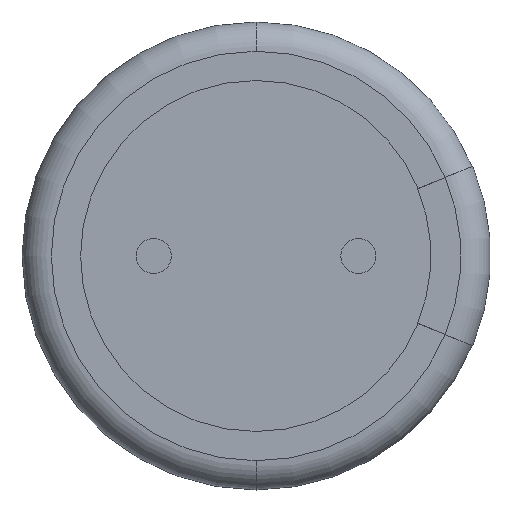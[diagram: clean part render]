
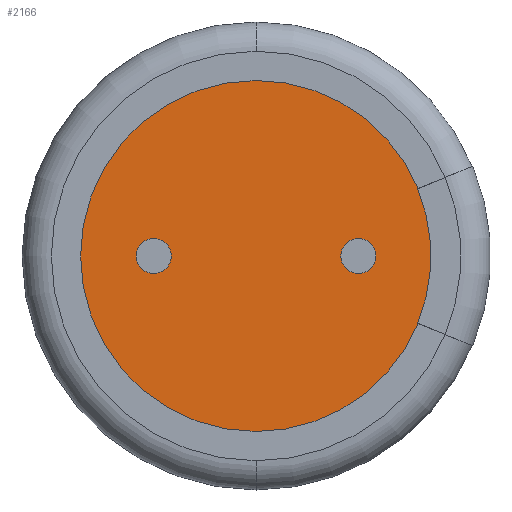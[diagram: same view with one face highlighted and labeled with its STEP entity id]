
A CAD part, front view. The second image highlights one B-rep face of the part: STEP entity #2166.
In plain terms, the highlighted planar face has unit normal (0, -1, 0).
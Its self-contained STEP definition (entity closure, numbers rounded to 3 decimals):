
#41 = VERTEX_POINT ( 'NONE', #1977 ) ;
#44 = CARTESIAN_POINT ( 'NONE',  ( 2.762, 0.3, -1.148 ) ) ;
#100 = DIRECTION ( 'NONE',  ( 0., 0., -1. ) ) ;
#102 = VERTEX_POINT ( 'NONE', #44 ) ;
#146 = AXIS2_PLACEMENT_3D ( 'NONE', #369, #1728, #579 ) ;
#150 = AXIS2_PLACEMENT_3D ( 'NONE', #802, #2146, #1004 ) ;
#180 = VERTEX_POINT ( 'NONE', #480 ) ;
#182 = CIRCLE ( 'NONE', #1542, 3. ) ;
#228 = CARTESIAN_POINT ( 'NONE',  ( 1.75, 0.3, 0. ) ) ;
#287 = PLANE ( 'NONE',  #1282 ) ;
#293 = EDGE_CURVE ( 'NONE', #2504, #180, #905, .T. ) ;
#369 = CARTESIAN_POINT ( 'NONE',  ( -1.75, 0.3, 0. ) ) ;
#370 = CIRCLE ( 'NONE', #150, 3. ) ;
#374 = CARTESIAN_POINT ( 'NONE',  ( 2.762, 0.3, 1.148 ) ) ;
#407 = DIRECTION ( 'NONE',  ( 0., -1., 0. ) ) ;
#420 = AXIS2_PLACEMENT_3D ( 'NONE', #970, #2310, #1157 ) ;
#426 = FACE_OUTER_BOUND ( 'NONE', #605, .T. ) ;
#435 = CARTESIAN_POINT ( 'NONE',  ( 0., 0.3, 3. ) ) ;
#442 = DIRECTION ( 'NONE',  ( 0., 0., 1. ) ) ;
#460 = EDGE_LOOP ( 'NONE', ( #780, #972 ) ) ;
#480 = CARTESIAN_POINT ( 'NONE',  ( 0., 0.3, -3. ) ) ;
#491 = VERTEX_POINT ( 'NONE', #1530 ) ;
#494 = FACE_BOUND ( 'NONE', #1527, .T. ) ;
#579 = DIRECTION ( 'NONE',  ( 0., 0., -1. ) ) ;
#605 = EDGE_LOOP ( 'NONE', ( #1170, #2332, #889, #1357, #913, #2270 ) ) ;
#606 = EDGE_CURVE ( 'NONE', #751, #491, #1861, .T. ) ;
#607 = EDGE_CURVE ( 'NONE', #180, #1786, #370, .T. ) ;
#633 = CIRCLE ( 'NONE', #1453, 3. ) ;
#668 = CARTESIAN_POINT ( 'NONE',  ( -1.75, 0.3, 0.3 ) ) ;
#705 = DIRECTION ( 'NONE',  ( 0., -1., 0. ) ) ;
#751 = VERTEX_POINT ( 'NONE', #668 ) ;
#753 = VERTEX_POINT ( 'NONE', #865 ) ;
#780 = ORIENTED_EDGE ( 'NONE', *, *, #1392, .F. ) ;
#802 = CARTESIAN_POINT ( 'NONE',  ( 0., 0.3, 0. ) ) ;
#814 = CARTESIAN_POINT ( 'NONE',  ( -0.001, 0.3, -0.004 ) ) ;
#830 = DIRECTION ( 'NONE',  ( 0., -1., 0. ) ) ;
#865 = CARTESIAN_POINT ( 'NONE',  ( 1.75, 0.3, -0.3 ) ) ;
#889 = ORIENTED_EDGE ( 'NONE', *, *, #293, .T. ) ;
#905 = CIRCLE ( 'NONE', #923, 3. ) ;
#913 = ORIENTED_EDGE ( 'NONE', *, *, #916, .T. ) ;
#916 = EDGE_CURVE ( 'NONE', #1786, #102, #1552, .T. ) ;
#923 = AXIS2_PLACEMENT_3D ( 'NONE', #2254, #1106, #2461 ) ;
#941 = CARTESIAN_POINT ( 'NONE',  ( 2.77, 0.3, -1.152 ) ) ;
#954 = CARTESIAN_POINT ( 'NONE',  ( -0.001, 0.3, 0.004 ) ) ;
#970 = CARTESIAN_POINT ( 'NONE',  ( 1.75, 0.3, 0. ) ) ;
#972 = ORIENTED_EDGE ( 'NONE', *, *, #2511, .F. ) ;
#1004 = DIRECTION ( 'NONE',  ( 0., 0., -1. ) ) ;
#1014 = DIRECTION ( 'NONE',  ( -0.924, 0., 0.383 ) ) ;
#1106 = DIRECTION ( 'NONE',  ( 0., -1., 0. ) ) ;
#1122 = CARTESIAN_POINT ( 'NONE',  ( 1.75, 0.3, 0.3 ) ) ;
#1142 = DIRECTION ( 'NONE',  ( -0.924, 0., -0.383 ) ) ;
#1157 = DIRECTION ( 'NONE',  ( 0., 0., 1. ) ) ;
#1170 = ORIENTED_EDGE ( 'NONE', *, *, #1345, .F. ) ;
#1277 = DIRECTION ( 'NONE',  ( 0., -1., 0. ) ) ;
#1282 = AXIS2_PLACEMENT_3D ( 'NONE', #2436, #1277, #100 ) ;
#1324 = AXIS2_PLACEMENT_3D ( 'NONE', #228, #1603, #442 ) ;
#1345 = EDGE_CURVE ( 'NONE', #41, #2360, #2212, .T. ) ;
#1357 = ORIENTED_EDGE ( 'NONE', *, *, #607, .T. ) ;
#1376 = EDGE_CURVE ( 'NONE', #491, #751, #1468, .T. ) ;
#1392 = EDGE_CURVE ( 'NONE', #2300, #753, #1973, .T. ) ;
#1453 = AXIS2_PLACEMENT_3D ( 'NONE', #1986, #830, #2174 ) ;
#1468 = CIRCLE ( 'NONE', #146, 0.3 ) ;
#1527 = EDGE_LOOP ( 'NONE', ( #2386, #1595 ) ) ;
#1530 = CARTESIAN_POINT ( 'NONE',  ( -1.75, 0.3, -0.3 ) ) ;
#1542 = AXIS2_PLACEMENT_3D ( 'NONE', #1855, #705, #2050 ) ;
#1552 = LINE ( 'NONE', #814, #2467 ) ;
#1567 = CARTESIAN_POINT ( 'NONE',  ( -1.75, 0.3, 0. ) ) ;
#1595 = ORIENTED_EDGE ( 'NONE', *, *, #1376, .F. ) ;
#1603 = DIRECTION ( 'NONE',  ( 0., -1., 0. ) ) ;
#1663 = CIRCLE ( 'NONE', #1324, 0.3 ) ;
#1681 = EDGE_CURVE ( 'NONE', #102, #2360, #182, .T. ) ;
#1728 = DIRECTION ( 'NONE',  ( 0., -1., 0. ) ) ;
#1764 = DIRECTION ( 'NONE',  ( 0., 0., -1. ) ) ;
#1786 = VERTEX_POINT ( 'NONE', #941 ) ;
#1855 = CARTESIAN_POINT ( 'NONE',  ( -0.01, 0.3, 0. ) ) ;
#1861 = CIRCLE ( 'NONE', #2425, 0.3 ) ;
#1973 = CIRCLE ( 'NONE', #420, 0.3 ) ;
#1977 = CARTESIAN_POINT ( 'NONE',  ( 2.77, 0.3, 1.152 ) ) ;
#1986 = CARTESIAN_POINT ( 'NONE',  ( 0., 0.3, 0. ) ) ;
#2050 = DIRECTION ( 'NONE',  ( 0., 0., -1. ) ) ;
#2146 = DIRECTION ( 'NONE',  ( 0., -1., 0. ) ) ;
#2149 = VECTOR ( 'NONE', #1142, 1000. ) ;
#2166 = ADVANCED_FACE ( 'NONE', ( #426, #494, #2429 ), #287, .T. ) ;
#2174 = DIRECTION ( 'NONE',  ( 0., 0., -1. ) ) ;
#2212 = LINE ( 'NONE', #954, #2149 ) ;
#2254 = CARTESIAN_POINT ( 'NONE',  ( 0., 0.3, 0. ) ) ;
#2270 = ORIENTED_EDGE ( 'NONE', *, *, #1681, .T. ) ;
#2300 = VERTEX_POINT ( 'NONE', #1122 ) ;
#2310 = DIRECTION ( 'NONE',  ( 0., -1., 0. ) ) ;
#2332 = ORIENTED_EDGE ( 'NONE', *, *, #2512, .T. ) ;
#2360 = VERTEX_POINT ( 'NONE', #374 ) ;
#2386 = ORIENTED_EDGE ( 'NONE', *, *, #606, .F. ) ;
#2425 = AXIS2_PLACEMENT_3D ( 'NONE', #1567, #407, #1764 ) ;
#2429 = FACE_BOUND ( 'NONE', #460, .T. ) ;
#2436 = CARTESIAN_POINT ( 'NONE',  ( 0., 0.3, 0. ) ) ;
#2461 = DIRECTION ( 'NONE',  ( 0., 0., -1. ) ) ;
#2467 = VECTOR ( 'NONE', #1014, 1000. ) ;
#2504 = VERTEX_POINT ( 'NONE', #435 ) ;
#2511 = EDGE_CURVE ( 'NONE', #753, #2300, #1663, .T. ) ;
#2512 = EDGE_CURVE ( 'NONE', #41, #2504, #633, .T. ) ;
